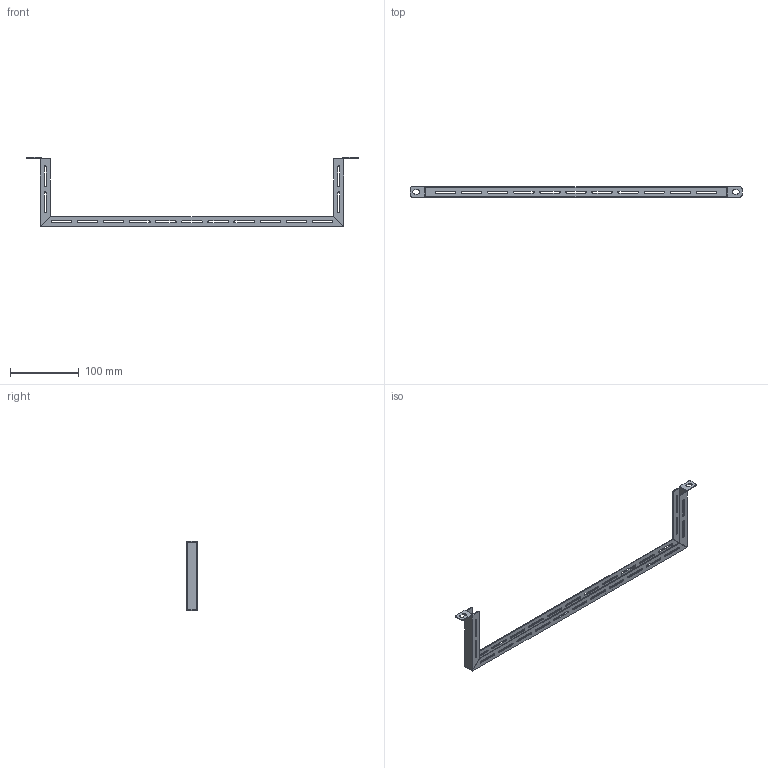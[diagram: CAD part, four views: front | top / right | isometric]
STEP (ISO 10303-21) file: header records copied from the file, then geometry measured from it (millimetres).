
FILE_DESCRIPTION (( 'STEP AP214' ), '1' );
FILE_NAME ('RP00009-4.STEP', '2018-11-26T22:13:42', ( '' ), ( '' ), 'SwSTEP 2.0', 'SolidWorks 2017', '' );
FILE_SCHEMA (( 'AUTOMOTIVE_DESIGN' ));
Length unit declared in the file: inch
Products named in the file (1): RP00009-4
Bounding box: 483 x 15 x 101.6 mm (x, y, z)
Volume: 34355.6 mm3; surface area: 51982.7 mm2
Topology: 1 solids, 1 shells, 245 faces, 729 edges, 486 vertices
Faces by surface type: plane 124, cylinder 121
Entity records: 11006 total; most frequent: DIRECTION 1463, CARTESIAN_POINT 1461, ORIENTED_EDGE 1458, EDGE_CURVE 729, AXIS2_PLACEMENT_3D 488, VECTOR 487, LINE 487, VERTEX_POINT 486
